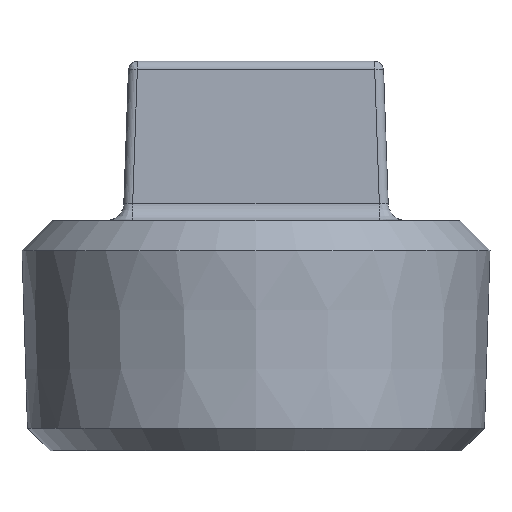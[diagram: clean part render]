
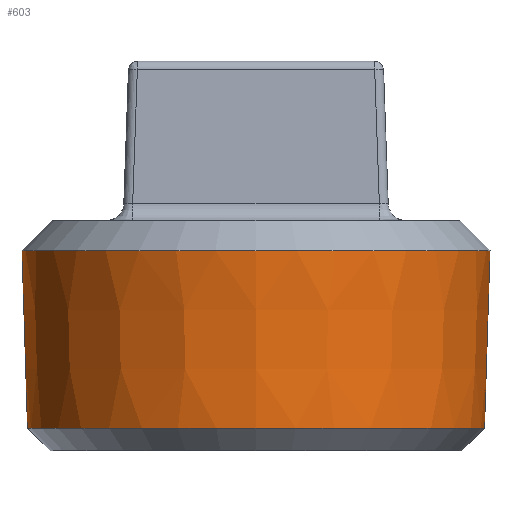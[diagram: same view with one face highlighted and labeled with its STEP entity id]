
A CAD part, front view. The second image highlights one B-rep face of the part: STEP entity #603.
In plain terms, the highlighted conical face has half-angle 1.783 degrees and reference radius 20.485 mm.
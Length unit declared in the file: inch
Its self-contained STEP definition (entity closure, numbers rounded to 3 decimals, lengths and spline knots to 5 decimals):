
#41=CONICAL_SURFACE('',#671,0.8065,0.031);
#71=LINE('',#1004,#101);
#101=VECTOR('',#783,0.8065);
#128=FACE_OUTER_BOUND('',#170,.T.);
#170=EDGE_LOOP('',(#421,#422,#423,#424,#425,#426));
#213=CIRCLE('',#669,0.826);
#214=CIRCLE('',#670,0.826);
#215=CIRCLE('',#672,0.8065);
#216=CIRCLE('',#673,0.8065);
#267=VERTEX_POINT('',#997);
#268=VERTEX_POINT('',#998);
#269=VERTEX_POINT('',#1003);
#270=VERTEX_POINT('',#1005);
#324=EDGE_CURVE('',#267,#268,#213,.T.);
#325=EDGE_CURVE('',#268,#267,#214,.T.);
#327=EDGE_CURVE('',#268,#269,#71,.T.);
#328=EDGE_CURVE('',#269,#270,#215,.T.);
#329=EDGE_CURVE('',#270,#269,#216,.T.);
#421=ORIENTED_EDGE('',*,*,#324,.F.);
#422=ORIENTED_EDGE('',*,*,#325,.F.);
#423=ORIENTED_EDGE('',*,*,#327,.T.);
#424=ORIENTED_EDGE('',*,*,#328,.T.);
#425=ORIENTED_EDGE('',*,*,#329,.T.);
#426=ORIENTED_EDGE('',*,*,#327,.F.);
#603=ADVANCED_FACE('',(#128),#41,.T.);
#669=AXIS2_PLACEMENT_3D('',#999,#776,#777);
#670=AXIS2_PLACEMENT_3D('',#1000,#778,#779);
#671=AXIS2_PLACEMENT_3D('',#1002,#781,#782);
#672=AXIS2_PLACEMENT_3D('',#1006,#784,#785);
#673=AXIS2_PLACEMENT_3D('',#1007,#786,#787);
#776=DIRECTION('center_axis',(0.,0.,1.));
#777=DIRECTION('ref_axis',(0.,-1.,0.));
#778=DIRECTION('center_axis',(0.,0.,1.));
#779=DIRECTION('ref_axis',(0.,-1.,0.));
#781=DIRECTION('center_axis',(0.,0.,1.));
#782=DIRECTION('ref_axis',(0.,-1.,0.));
#783=DIRECTION('',(0.,-0.031,-1.));
#784=DIRECTION('center_axis',(0.,0.,1.));
#785=DIRECTION('ref_axis',(0.,-1.,0.));
#786=DIRECTION('center_axis',(0.,0.,1.));
#787=DIRECTION('ref_axis',(0.,-1.,0.));
#997=CARTESIAN_POINT('',(0.,-0.826,0.7065));
#998=CARTESIAN_POINT('',(0.,0.826,0.7065));
#999=CARTESIAN_POINT('Origin',(0.,0.,0.7065));
#1000=CARTESIAN_POINT('Origin',(0.,0.,0.7065));
#1002=CARTESIAN_POINT('Origin',(0.,0.,0.08));
#1003=CARTESIAN_POINT('',(0.,0.8065,0.08));
#1004=CARTESIAN_POINT('',(0.,0.8065,0.08));
#1005=CARTESIAN_POINT('',(0.,-0.8065,0.08));
#1006=CARTESIAN_POINT('Origin',(0.,0.,0.08));
#1007=CARTESIAN_POINT('Origin',(0.,0.,0.08));
